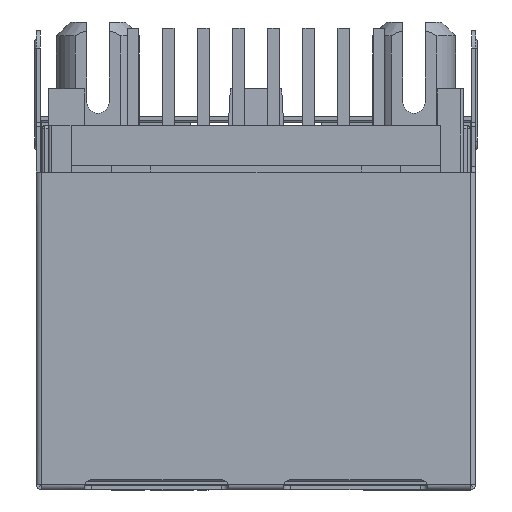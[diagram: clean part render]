
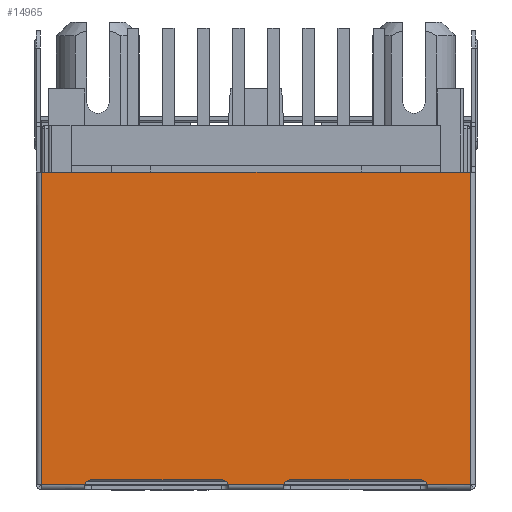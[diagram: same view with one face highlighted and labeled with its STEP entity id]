
A CAD part, left-side view. The second image highlights one B-rep face of the part: STEP entity #14965.
In plain terms, the highlighted face is planar.
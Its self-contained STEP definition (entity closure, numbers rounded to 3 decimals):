
#2661=CIRCLE('',#15891,0.25);
#2663=CIRCLE('',#15894,0.25);
#2664=CIRCLE('',#15895,0.25);
#2665=CIRCLE('',#15896,0.25);
#3867=ORIENTED_EDGE('',*,*,#7347,.T.);
#3868=ORIENTED_EDGE('',*,*,#7349,.T.);
#3869=ORIENTED_EDGE('',*,*,#7304,.F.);
#3870=ORIENTED_EDGE('',*,*,#7344,.T.);
#3871=ORIENTED_EDGE('',*,*,#7341,.T.);
#3872=ORIENTED_EDGE('',*,*,#7351,.F.);
#3873=ORIENTED_EDGE('',*,*,#7352,.F.);
#3874=ORIENTED_EDGE('',*,*,#7353,.F.);
#3875=ORIENTED_EDGE('',*,*,#7332,.F.);
#3876=ORIENTED_EDGE('',*,*,#7354,.F.);
#3877=ORIENTED_EDGE('',*,*,#7355,.F.);
#3878=ORIENTED_EDGE('',*,*,#7356,.T.);
#7304=EDGE_CURVE('',#9092,#9090,#10223,.T.);
#7332=EDGE_CURVE('',#9113,#9114,#10247,.T.);
#7341=EDGE_CURVE('',#9122,#9121,#10254,.T.);
#7344=EDGE_CURVE('',#9092,#9122,#10255,.T.);
#7347=EDGE_CURVE('',#9126,#9125,#10258,.T.);
#7349=EDGE_CURVE('',#9125,#9090,#2661,.T.);
#7351=EDGE_CURVE('',#9127,#9121,#10260,.T.);
#7352=EDGE_CURVE('',#9128,#9127,#10261,.T.);
#7353=EDGE_CURVE('',#9114,#9128,#2663,.T.);
#7354=EDGE_CURVE('',#9129,#9113,#2664,.T.);
#7355=EDGE_CURVE('',#9130,#9129,#10262,.T.);
#7356=EDGE_CURVE('',#9130,#9126,#2665,.T.);
#9090=VERTEX_POINT('',#21942);
#9092=VERTEX_POINT('',#21955);
#9113=VERTEX_POINT('',#22027);
#9114=VERTEX_POINT('',#22029);
#9121=VERTEX_POINT('',#22045);
#9122=VERTEX_POINT('',#22047);
#9125=VERTEX_POINT('',#22058);
#9126=VERTEX_POINT('',#22060);
#9127=VERTEX_POINT('',#22067);
#9128=VERTEX_POINT('',#22069);
#9129=VERTEX_POINT('',#22072);
#9130=VERTEX_POINT('',#22074);
#10223=LINE('',#21958,#11583);
#10247=LINE('',#22028,#11607);
#10254=LINE('',#22046,#11614);
#10255=LINE('',#22052,#11615);
#10258=LINE('',#22059,#11618);
#10260=LINE('',#22066,#11620);
#10261=LINE('',#22068,#11621);
#10262=LINE('',#22073,#11622);
#11583=VECTOR('',#17457,1000.);
#11607=VECTOR('',#17499,1000.);
#11614=VECTOR('',#17512,1000.);
#11615=VECTOR('',#17521,1000.);
#11618=VECTOR('',#17526,1000.);
#11620=VECTOR('',#17536,1000.);
#11621=VECTOR('',#17537,1000.);
#11622=VECTOR('',#17542,1000.);
#12802=EDGE_LOOP('',(#3867,#3868,#3869,#3870,#3871,#3872,#3873,#3874,#3875,
#3876,#3877,#3878));
#13627=FACE_BOUND('',#12802,.T.);
#14348=PLANE('',#15893);
#14965=ADVANCED_FACE('',(#13627),#14348,.T.);
#15891=AXIS2_PLACEMENT_3D('',#22063,#17530,#17531);
#15893=AXIS2_PLACEMENT_3D('',#22065,#17534,#17535);
#15894=AXIS2_PLACEMENT_3D('',#22070,#17538,#17539);
#15895=AXIS2_PLACEMENT_3D('',#22071,#17540,#17541);
#15896=AXIS2_PLACEMENT_3D('',#22075,#17543,#17544);
#17457=DIRECTION('',(0.,-1.,0.));
#17499=DIRECTION('',(0.,-1.,0.));
#17512=DIRECTION('',(0.,-1.,0.));
#17521=DIRECTION('',(-1.,0.,0.));
#17526=DIRECTION('',(0.,1.,0.));
#17530=DIRECTION('',(0.,0.,-1.));
#17531=DIRECTION('',(0.,-1.,0.));
#17534=DIRECTION('',(0.,0.,1.));
#17535=DIRECTION('',(1.,0.,0.));
#17536=DIRECTION('',(-1.,0.,0.));
#17537=DIRECTION('',(0.,-1.,0.));
#17538=DIRECTION('',(0.,0.,1.));
#17539=DIRECTION('',(0.,1.,0.));
#17540=DIRECTION('',(0.,0.,1.));
#17541=DIRECTION('',(0.,-1.,0.));
#17542=DIRECTION('',(0.,-1.,0.));
#17543=DIRECTION('',(0.,0.,-1.));
#17544=DIRECTION('',(0.,1.,0.));
#21942=CARTESIAN_POINT('',(6.55,6.187,10.625));
#21955=CARTESIAN_POINT('',(6.55,7.75,10.625));
#21958=CARTESIAN_POINT('',(6.55,7.75,10.625));
#22027=CARTESIAN_POINT('',(6.378,-1.25,10.625));
#22028=CARTESIAN_POINT('',(6.378,-5.95,10.625));
#22029=CARTESIAN_POINT('',(6.378,-5.95,10.625));
#22045=CARTESIAN_POINT('',(-4.75,-7.75,10.625));
#22046=CARTESIAN_POINT('',(-4.75,7.75,10.625));
#22047=CARTESIAN_POINT('',(-4.75,7.75,10.625));
#22052=CARTESIAN_POINT('',(6.75,7.75,10.625));
#22058=CARTESIAN_POINT('',(6.378,5.95,10.625));
#22059=CARTESIAN_POINT('',(6.378,5.95,10.625));
#22060=CARTESIAN_POINT('',(6.378,1.25,10.625));
#22063=CARTESIAN_POINT('',(6.628,5.95,10.625));
#22065=CARTESIAN_POINT('',(6.75,7.75,10.625));
#22066=CARTESIAN_POINT('',(6.75,-7.75,10.625));
#22067=CARTESIAN_POINT('',(6.55,-7.75,10.625));
#22068=CARTESIAN_POINT('',(6.55,7.75,10.625));
#22069=CARTESIAN_POINT('',(6.55,-6.187,10.625));
#22070=CARTESIAN_POINT('',(6.628,-5.95,10.625));
#22071=CARTESIAN_POINT('',(6.628,-1.25,10.625));
#22072=CARTESIAN_POINT('',(6.55,-1.013,10.625));
#22073=CARTESIAN_POINT('',(6.55,7.75,10.625));
#22074=CARTESIAN_POINT('',(6.55,1.013,10.625));
#22075=CARTESIAN_POINT('',(6.628,1.25,10.625));
